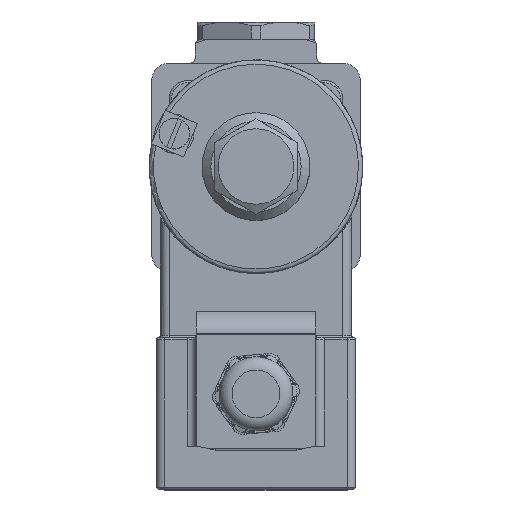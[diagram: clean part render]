
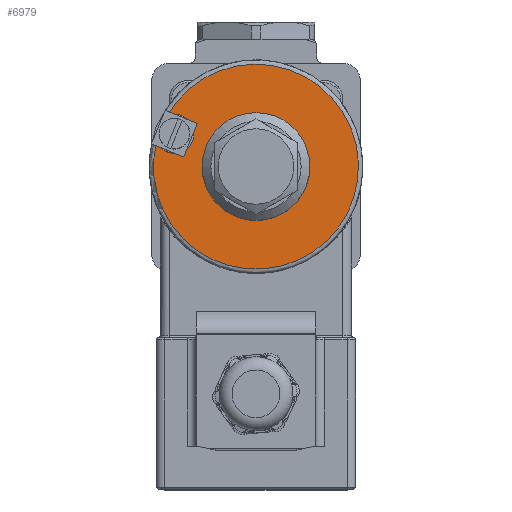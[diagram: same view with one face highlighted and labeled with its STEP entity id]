
A CAD part, top view. The second image highlights one B-rep face of the part: STEP entity #6979.
In plain terms, the highlighted planar face has unit normal (0, 0, 1).
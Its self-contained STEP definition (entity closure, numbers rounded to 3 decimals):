
#90=FACE_BOUND('',#2099,.T.);
#1645=FACE_OUTER_BOUND('',#2098,.T.);
#2098=EDGE_LOOP('',(#5315,#5316));
#2099=EDGE_LOOP('',(#5317));
#2513=CIRCLE('',#7530,4.5);
#2514=CIRCLE('',#7532,23.6);
#2515=CIRCLE('',#7533,12.4);
#2982=VERTEX_POINT('',#12020);
#2983=VERTEX_POINT('',#12021);
#2989=VERTEX_POINT('',#12039);
#3821=EDGE_CURVE('',#2983,#2982,#2513,.T.);
#3822=EDGE_CURVE('',#2983,#2982,#2514,.T.);
#3823=EDGE_CURVE('',#2989,#2989,#2515,.T.);
#5315=ORIENTED_EDGE('',*,*,#3821,.T.);
#5316=ORIENTED_EDGE('',*,*,#3822,.F.);
#5317=ORIENTED_EDGE('',*,*,#3823,.F.);
#6705=PLANE('',#7531);
#6979=ADVANCED_FACE('',(#1645,#90),#6705,.T.);
#7530=AXIS2_PLACEMENT_3D('',#12036,#8686,#8687);
#7531=AXIS2_PLACEMENT_3D('',#12037,#8688,#8689);
#7532=AXIS2_PLACEMENT_3D('',#12038,#8690,#8691);
#7533=AXIS2_PLACEMENT_3D('',#12040,#8692,#8693);
#8686=DIRECTION('center_axis',(0.,0.,
-1.));
#8687=DIRECTION('ref_axis',(-1.,0.,0.));
#8688=DIRECTION('center_axis',(0.,0.,
1.));
#8689=DIRECTION('ref_axis',(0.927,-0.375,0.));
#8690=DIRECTION('center_axis',(0.,0.,
-1.));
#8691=DIRECTION('ref_axis',(0.375,0.927,0.));
#8692=DIRECTION('center_axis',(0.,0.,
1.));
#8693=DIRECTION('ref_axis',(0.,-1.,0.));
#12020=CARTESIAN_POINT('',(-22.887,5.757,116.1));
#12021=CARTESIAN_POINT('',(-20.463,11.758,116.1));
#12036=CARTESIAN_POINT('Origin',(-18.775,7.586,116.1));
#12037=CARTESIAN_POINT('Origin',(5.554,13.746,116.1));
#12038=CARTESIAN_POINT('Origin',(0.,0.,
116.1));
#12039=CARTESIAN_POINT('',(0.,-12.4,116.1));
#12040=CARTESIAN_POINT('Origin',(0.,0.,
116.1));
